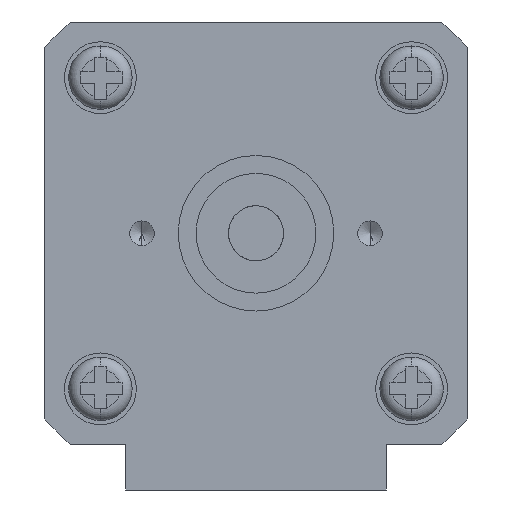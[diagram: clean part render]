
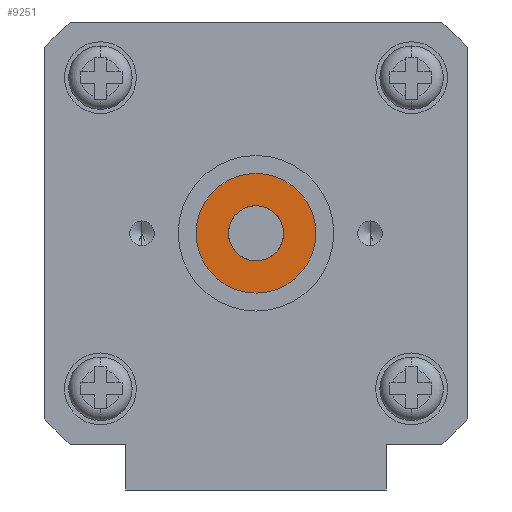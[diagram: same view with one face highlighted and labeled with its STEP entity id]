
A CAD part, front view. The second image highlights one B-rep face of the part: STEP entity #9251.
In plain terms, the highlighted planar face has unit normal (0, -1, 0).
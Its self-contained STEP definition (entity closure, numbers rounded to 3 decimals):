
#70 = DIRECTION ( 'NONE',  ( 0., -1., 0. ) ) ;
#148 = ORIENTED_EDGE ( 'NONE', *, *, #9879, .F. ) ;
#154 = CIRCLE ( 'NONE', #9112, 2.3 ) ;
#207 = CARTESIAN_POINT ( 'NONE',  ( 17.65, 4., 19.95 ) ) ;
#209 = DIRECTION ( 'NONE',  ( 0., -1., 0. ) ) ;
#405 = AXIS2_PLACEMENT_3D ( 'NONE', #4168, #5832, #895 ) ;
#427 = DIRECTION ( 'NONE',  ( 0., -1., 0. ) ) ;
#679 = CARTESIAN_POINT ( 'NONE',  ( 17.65, 4., 12.65 ) ) ;
#820 = CARTESIAN_POINT ( 'NONE',  ( 17.65, 4., 22.65 ) ) ;
#895 = DIRECTION ( 'NONE',  ( 0., 0., -1. ) ) ;
#1147 = VERTEX_POINT ( 'NONE', #207 ) ;
#1468 = FACE_BOUND ( 'NONE', #10024, .T. ) ;
#1521 = ORIENTED_EDGE ( 'NONE', *, *, #6625, .T. ) ;
#2682 = CIRCLE ( 'NONE', #6570, 5. ) ;
#2881 = ORIENTED_EDGE ( 'NONE', *, *, #6888, .T. ) ;
#3292 = DIRECTION ( 'NONE',  ( 0., -1., 0. ) ) ;
#3352 = PLANE ( 'NONE',  #405 ) ;
#4099 = VERTEX_POINT ( 'NONE', #9312 ) ;
#4168 = CARTESIAN_POINT ( 'NONE',  ( 17.65, 4., 17.65 ) ) ;
#5033 = CARTESIAN_POINT ( 'NONE',  ( 17.65, 4., 17.65 ) ) ;
#5163 = CARTESIAN_POINT ( 'NONE',  ( 17.65, 4., 17.65 ) ) ;
#5383 = CARTESIAN_POINT ( 'NONE',  ( 17.65, 4., 17.65 ) ) ;
#5832 = DIRECTION ( 'NONE',  ( 0., -1., 0. ) ) ;
#5854 = DIRECTION ( 'NONE',  ( 0., 0., -1. ) ) ;
#5995 = DIRECTION ( 'NONE',  ( 0., 0., -1. ) ) ;
#6123 = FACE_OUTER_BOUND ( 'NONE', #10457, .T. ) ;
#6226 = DIRECTION ( 'NONE',  ( 0., 0., -1. ) ) ;
#6570 = AXIS2_PLACEMENT_3D ( 'NONE', #5383, #427, #6226 ) ;
#6625 = EDGE_CURVE ( 'NONE', #6808, #10396, #2682, .T. ) ;
#6808 = VERTEX_POINT ( 'NONE', #679 ) ;
#6888 = EDGE_CURVE ( 'NONE', #10396, #6808, #9419, .T. ) ;
#6987 = ORIENTED_EDGE ( 'NONE', *, *, #8539, .F. ) ;
#8253 = CARTESIAN_POINT ( 'NONE',  ( 17.65, 4., 17.65 ) ) ;
#8539 = EDGE_CURVE ( 'NONE', #1147, #4099, #10031, .T. ) ;
#8592 = AXIS2_PLACEMENT_3D ( 'NONE', #8253, #3292, #9105 ) ;
#9032 = AXIS2_PLACEMENT_3D ( 'NONE', #5163, #209, #5995 ) ;
#9105 = DIRECTION ( 'NONE',  ( 0., 0., -1. ) ) ;
#9112 = AXIS2_PLACEMENT_3D ( 'NONE', #5033, #70, #5854 ) ;
#9251 = ADVANCED_FACE ( 'NONE', ( #6123, #1468 ), #3352, .T. ) ;
#9312 = CARTESIAN_POINT ( 'NONE',  ( 17.65, 4., 15.35 ) ) ;
#9419 = CIRCLE ( 'NONE', #8592, 5. ) ;
#9879 = EDGE_CURVE ( 'NONE', #4099, #1147, #154, .T. ) ;
#10024 = EDGE_LOOP ( 'NONE', ( #6987, #148 ) ) ;
#10031 = CIRCLE ( 'NONE', #9032, 2.3 ) ;
#10396 = VERTEX_POINT ( 'NONE', #820 ) ;
#10457 = EDGE_LOOP ( 'NONE', ( #2881, #1521 ) ) ;
